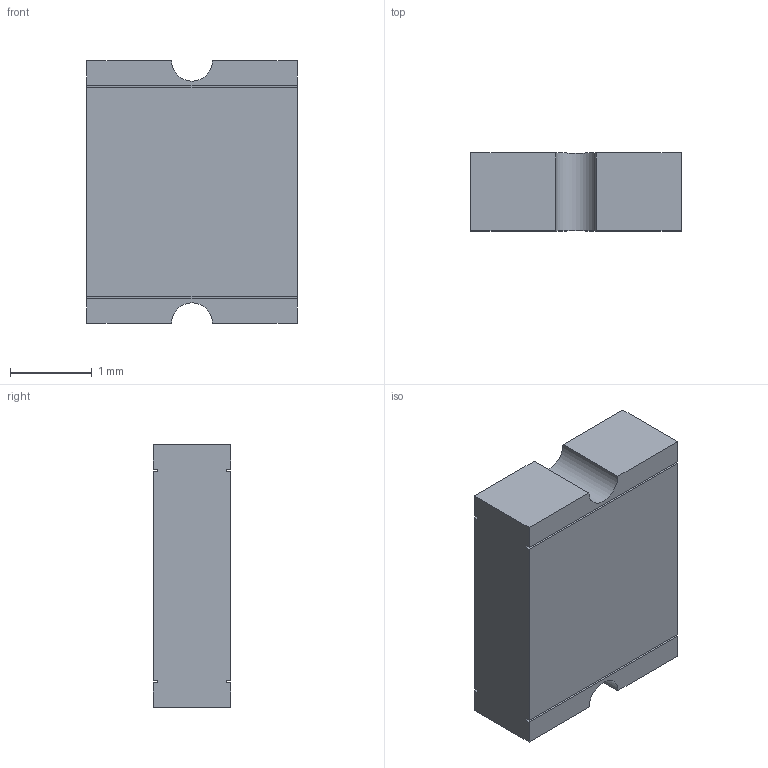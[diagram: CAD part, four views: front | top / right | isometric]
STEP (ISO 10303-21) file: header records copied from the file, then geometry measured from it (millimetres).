
FILE_DESCRIPTION((''),'2;1');
FILE_NAME('MF-USMF005','2012-07-24T',('ryans'),('Bourns, Inc.'),'PRO/ENGINEER BY PARAMETRIC TECHNOLOGY CORPORATION, 2010100','PRO/ENGINEER BY PARAMETRIC TECHNOLOGY CORPORATION, 2010100','');
FILE_SCHEMA(('CONFIG_CONTROL_DESIGN'));
Length unit declared in the file: millimetre
Products named in the file (1): MF-USMF005
Bounding box: 2.58 x 0.95 x 3.21 mm (x, y, z)
Volume: 7.7 mm3; surface area: 28.7 mm2
Topology: 1 solids, 1 shells, 26 faces, 72 edges, 48 vertices
Faces by surface type: plane 24, cylinder 2
Entity records: 858 total; most frequent: CARTESIAN_POINT 146, ORIENTED_EDGE 144, DIRECTION 128, EDGE_CURVE 72, VECTOR 68, LINE 68, VERTEX_POINT 48, AXIS2_PLACEMENT_3D 30
